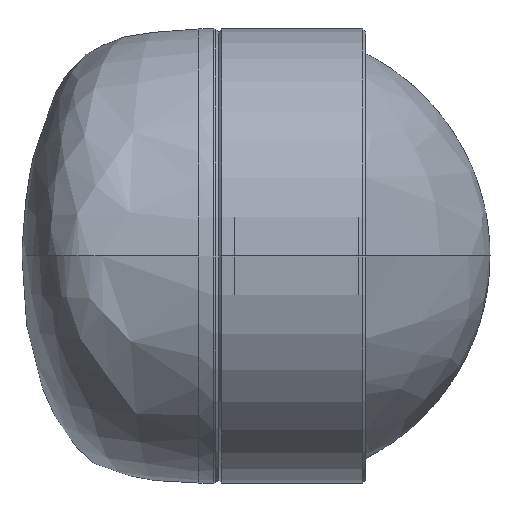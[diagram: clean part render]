
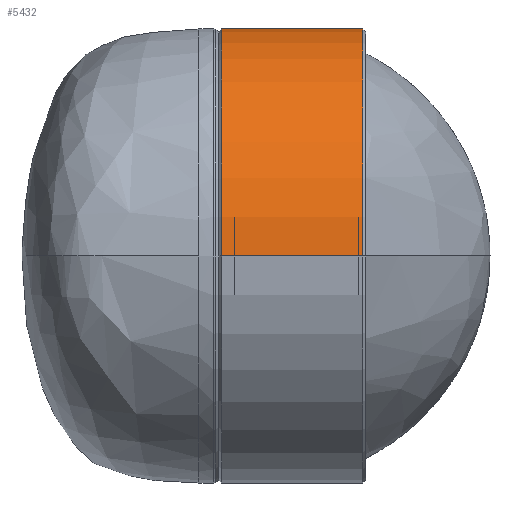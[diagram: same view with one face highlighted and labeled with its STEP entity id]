
A CAD part, left-side view. The second image highlights one B-rep face of the part: STEP entity #5432.
In plain terms, the highlighted cylindrical face has radius 46 mm (diameter 92 mm), a partial arc.
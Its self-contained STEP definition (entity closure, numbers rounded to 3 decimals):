
#69 = EDGE_LOOP ( 'NONE', ( #4562, #9916, #9063, #5549 ) ) ;
#586 = DIRECTION ( 'NONE',  ( 0., 1., 0. ) ) ;
#789 = CARTESIAN_POINT ( 'NONE',  ( 0., -20.8, 0. ) ) ;
#1818 = AXIS2_PLACEMENT_3D ( 'NONE', #7989, #2799, #8820 ) ;
#1832 = DIRECTION ( 'NONE',  ( 0., 1., 0. ) ) ;
#2474 = CIRCLE ( 'NONE', #7244, 46. ) ;
#2799 = DIRECTION ( 'NONE',  ( 0., 1., 0. ) ) ;
#2813 = CARTESIAN_POINT ( 'NONE',  ( 0., 8.4, 0. ) ) ;
#2825 = DIRECTION ( 'NONE',  ( -1., 0., 0. ) ) ;
#3273 = LINE ( 'NONE', #3413, #11367 ) ;
#3413 = CARTESIAN_POINT ( 'NONE',  ( -46., -20.8, 0. ) ) ;
#3683 = VERTEX_POINT ( 'NONE', #4503 ) ;
#4257 = EDGE_CURVE ( 'NONE', #11184, #8315, #5730, .T. ) ;
#4503 = CARTESIAN_POINT ( 'NONE',  ( -46., 8.4, 0. ) ) ;
#4562 = ORIENTED_EDGE ( 'NONE', *, *, #6718, .T. ) ;
#4802 = DIRECTION ( 'NONE',  ( 0., -1., 0. ) ) ;
#5432 = ADVANCED_FACE ( 'NONE', ( #8850 ), #10970, .T. ) ;
#5549 = ORIENTED_EDGE ( 'NONE', *, *, #12457, .F. ) ;
#5730 = LINE ( 'NONE', #11456, #7467 ) ;
#6545 = EDGE_CURVE ( 'NONE', #8315, #3683, #2474, .T. ) ;
#6718 = EDGE_CURVE ( 'NONE', #8894, #11184, #7699, .T. ) ;
#7244 = AXIS2_PLACEMENT_3D ( 'NONE', #2813, #4802, #9035 ) ;
#7467 = VECTOR ( 'NONE', #1832, 1000. ) ;
#7574 = DIRECTION ( 'NONE',  ( 0., 1., 0. ) ) ;
#7699 = CIRCLE ( 'NONE', #1818, 46. ) ;
#7989 = CARTESIAN_POINT ( 'NONE',  ( 0., -20.2, 0. ) ) ;
#8315 = VERTEX_POINT ( 'NONE', #12501 ) ;
#8820 = DIRECTION ( 'NONE',  ( 0., 0., -1. ) ) ;
#8850 = FACE_OUTER_BOUND ( 'NONE', #69, .T. ) ;
#8894 = VERTEX_POINT ( 'NONE', #10728 ) ;
#9035 = DIRECTION ( 'NONE',  ( 0., 0., -1. ) ) ;
#9063 = ORIENTED_EDGE ( 'NONE', *, *, #6545, .T. ) ;
#9916 = ORIENTED_EDGE ( 'NONE', *, *, #4257, .T. ) ;
#10728 = CARTESIAN_POINT ( 'NONE',  ( -46., -20.2, 0. ) ) ;
#10970 = CYLINDRICAL_SURFACE ( 'NONE', #12504, 46. ) ;
#11048 = CARTESIAN_POINT ( 'NONE',  ( 46., -20.2, 0. ) ) ;
#11184 = VERTEX_POINT ( 'NONE', #11048 ) ;
#11367 = VECTOR ( 'NONE', #7574, 1000. ) ;
#11456 = CARTESIAN_POINT ( 'NONE',  ( 46., -20.8, 0. ) ) ;
#12457 = EDGE_CURVE ( 'NONE', #8894, #3683, #3273, .T. ) ;
#12501 = CARTESIAN_POINT ( 'NONE',  ( 46., 8.4, 0. ) ) ;
#12504 = AXIS2_PLACEMENT_3D ( 'NONE', #789, #586, #2825 ) ;
